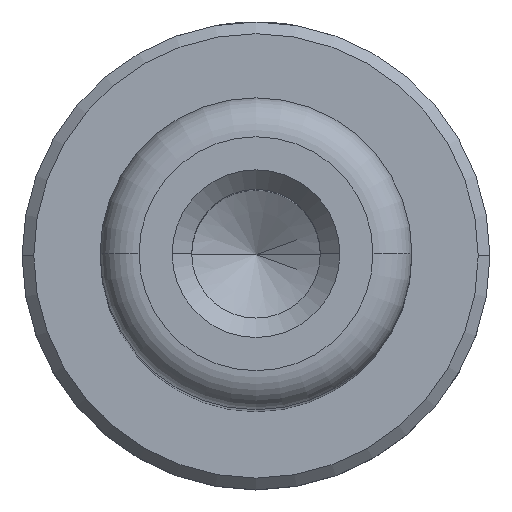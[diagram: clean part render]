
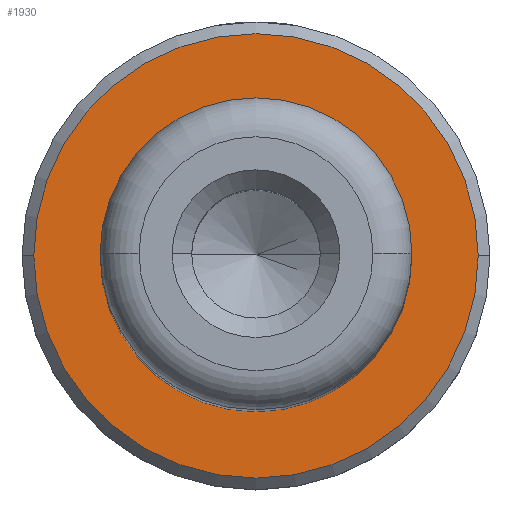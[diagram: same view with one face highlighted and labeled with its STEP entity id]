
A CAD part, top view. The second image highlights one B-rep face of the part: STEP entity #1930.
In plain terms, the highlighted planar face has unit normal (0, 0, 1).
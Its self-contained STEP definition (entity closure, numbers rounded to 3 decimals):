
#82 = PLANE ( 'NONE',  #1789 ) ;
#113 = CARTESIAN_POINT ( 'NONE',  ( -3.6, 0., 11. ) ) ;
#178 = DIRECTION ( 'NONE',  ( 0., 0., 1. ) ) ;
#212 = EDGE_LOOP ( 'NONE', ( #1360, #1092 ) ) ;
#239 = DIRECTION ( 'NONE',  ( -1., 0., 0. ) ) ;
#250 = DIRECTION ( 'NONE',  ( 0., 0., -1. ) ) ;
#260 = CARTESIAN_POINT ( 'NONE',  ( 0., 0., 11. ) ) ;
#267 = FACE_OUTER_BOUND ( 'NONE', #212, .T. ) ;
#338 = ORIENTED_EDGE ( 'NONE', *, *, #497, .T. ) ;
#377 = EDGE_CURVE ( 'NONE', #1286, #867, #1978, .T. ) ;
#497 = EDGE_CURVE ( 'NONE', #867, #1286, #1472, .T. ) ;
#540 = AXIS2_PLACEMENT_3D ( 'NONE', #1642, #707, #1794 ) ;
#571 = DIRECTION ( 'NONE',  ( 0., 0., 1. ) ) ;
#604 = DIRECTION ( 'NONE',  ( -1., 0., 0. ) ) ;
#613 = DIRECTION ( 'NONE',  ( 0., 0., -1. ) ) ;
#616 = CARTESIAN_POINT ( 'NONE',  ( 0., 0., 11. ) ) ;
#707 = DIRECTION ( 'NONE',  ( 0., 0., 1. ) ) ;
#724 = VERTEX_POINT ( 'NONE', #1416 ) ;
#853 = ORIENTED_EDGE ( 'NONE', *, *, #377, .T. ) ;
#867 = VERTEX_POINT ( 'NONE', #113 ) ;
#998 = VERTEX_POINT ( 'NONE', #1809 ) ;
#1092 = ORIENTED_EDGE ( 'NONE', *, *, #1864, .T. ) ;
#1120 = FACE_BOUND ( 'NONE', #1905, .T. ) ;
#1139 = CARTESIAN_POINT ( 'NONE',  ( 0., 0., 11. ) ) ;
#1203 = CARTESIAN_POINT ( 'NONE',  ( 0., 0., 11. ) ) ;
#1286 = VERTEX_POINT ( 'NONE', #1907 ) ;
#1307 = DIRECTION ( 'NONE',  ( 1., 0., 0. ) ) ;
#1360 = ORIENTED_EDGE ( 'NONE', *, *, #1745, .T. ) ;
#1372 = DIRECTION ( 'NONE',  ( 1., 0., 0. ) ) ;
#1404 = AXIS2_PLACEMENT_3D ( 'NONE', #616, #613, #604 ) ;
#1416 = CARTESIAN_POINT ( 'NONE',  ( 5.7, 0., 11. ) ) ;
#1418 = AXIS2_PLACEMENT_3D ( 'NONE', #1139, #178, #1307 ) ;
#1472 = CIRCLE ( 'NONE', #1918, 3.6 ) ;
#1642 = CARTESIAN_POINT ( 'NONE',  ( 0., 0., 11. ) ) ;
#1679 = CIRCLE ( 'NONE', #540, 5.7 ) ;
#1745 = EDGE_CURVE ( 'NONE', #998, #724, #1970, .T. ) ;
#1789 = AXIS2_PLACEMENT_3D ( 'NONE', #1203, #571, #1372 ) ;
#1794 = DIRECTION ( 'NONE',  ( 1., 0., 0. ) ) ;
#1809 = CARTESIAN_POINT ( 'NONE',  ( -5.7, 0., 11. ) ) ;
#1864 = EDGE_CURVE ( 'NONE', #724, #998, #1679, .T. ) ;
#1905 = EDGE_LOOP ( 'NONE', ( #338, #853 ) ) ;
#1907 = CARTESIAN_POINT ( 'NONE',  ( 3.6, 0., 11. ) ) ;
#1918 = AXIS2_PLACEMENT_3D ( 'NONE', #260, #250, #239 ) ;
#1930 = ADVANCED_FACE ( 'NONE', ( #267, #1120 ), #82, .T. ) ;
#1970 = CIRCLE ( 'NONE', #1418, 5.7 ) ;
#1978 = CIRCLE ( 'NONE', #1404, 3.6 ) ;
